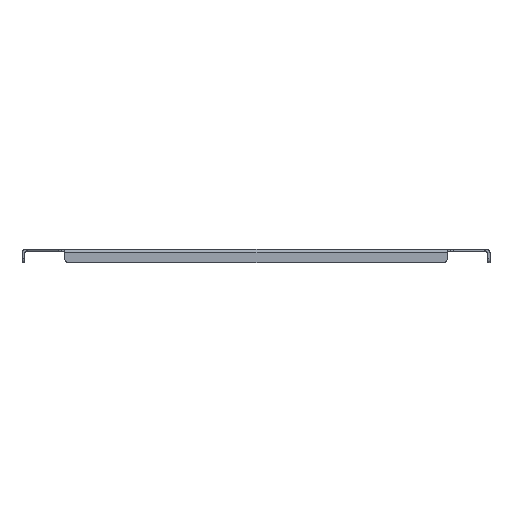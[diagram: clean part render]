
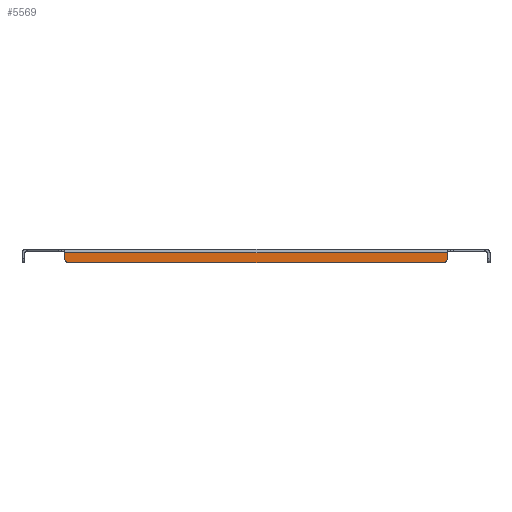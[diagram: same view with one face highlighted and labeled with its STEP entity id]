
A CAD part, left-side view. The second image highlights one B-rep face of the part: STEP entity #5569.
In plain terms, the highlighted planar face has unit normal (-1, 0, 0).
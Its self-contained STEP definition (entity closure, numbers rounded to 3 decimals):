
#569 = DIRECTION ( 'NONE',  ( 0., 0., -1. ) ) ;
#933 = VERTEX_POINT ( 'NONE', #69356 ) ;
#1395 = DIRECTION ( 'NONE',  ( 1., 0., 0. ) ) ;
#2730 = AXIS2_PLACEMENT_3D ( 'NONE', #14411, #80313, #79866 ) ;
#4541 = DIRECTION ( 'NONE',  ( 0., -1., 0. ) ) ;
#5569 = ADVANCED_FACE ( 'NONE', ( #22057 ), #8293, .F. ) ;
#6526 = EDGE_CURVE ( 'NONE', #47843, #11353, #23285, .T. ) ;
#7680 = CARTESIAN_POINT ( 'NONE',  ( -225., 143., -0.5 ) ) ;
#8293 = PLANE ( 'NONE',  #73263 ) ;
#10071 = LINE ( 'NONE', #23819, #48387 ) ;
#11353 = VERTEX_POINT ( 'NONE', #61893 ) ;
#12344 = VERTEX_POINT ( 'NONE', #7680 ) ;
#12993 = VERTEX_POINT ( 'NONE', #66713 ) ;
#13305 = ORIENTED_EDGE ( 'NONE', *, *, #41119, .T. ) ;
#14411 = CARTESIAN_POINT ( 'NONE',  ( -225., 140., -5. ) ) ;
#18057 = ORIENTED_EDGE ( 'NONE', *, *, #50587, .T. ) ;
#18196 = ORIENTED_EDGE ( 'NONE', *, *, #6526, .T. ) ;
#19030 = LINE ( 'NONE', #44903, #51213 ) ;
#22057 = FACE_OUTER_BOUND ( 'NONE', #51762, .T. ) ;
#23285 = CIRCLE ( 'NONE', #30180, 3. ) ;
#23819 = CARTESIAN_POINT ( 'NONE',  ( -225., 143., 2. ) ) ;
#26547 = ORIENTED_EDGE ( 'NONE', *, *, #26901, .T. ) ;
#26821 = EDGE_CURVE ( 'NONE', #12344, #933, #10071, .T. ) ;
#26901 = EDGE_CURVE ( 'NONE', #12993, #12344, #19030, .T. ) ;
#28423 = VECTOR ( 'NONE', #83678, 1000. ) ;
#30180 = AXIS2_PLACEMENT_3D ( 'NONE', #40285, #47163, #33836 ) ;
#30218 = VECTOR ( 'NONE', #4541, 1000. ) ;
#33836 = DIRECTION ( 'NONE',  ( 0., 0., -1. ) ) ;
#36354 = DIRECTION ( 'NONE',  ( 0., 0., -1. ) ) ;
#37648 = CARTESIAN_POINT ( 'NONE',  ( -225., -143., 2. ) ) ;
#38297 = CARTESIAN_POINT ( 'NONE',  ( -225., 140., -8. ) ) ;
#40285 = CARTESIAN_POINT ( 'NONE',  ( -225., -140., -5. ) ) ;
#41119 = EDGE_CURVE ( 'NONE', #68062, #47843, #49739, .T. ) ;
#44903 = CARTESIAN_POINT ( 'NONE',  ( -225., 143., -0.5 ) ) ;
#45312 = CIRCLE ( 'NONE', #2730, 3. ) ;
#46626 = CARTESIAN_POINT ( 'NONE',  ( -225., 143., 2. ) ) ;
#47163 = DIRECTION ( 'NONE',  ( -1., 0., 0. ) ) ;
#47843 = VERTEX_POINT ( 'NONE', #56807 ) ;
#48167 = ORIENTED_EDGE ( 'NONE', *, *, #26821, .T. ) ;
#48387 = VECTOR ( 'NONE', #36354, 1000. ) ;
#49739 = LINE ( 'NONE', #63497, #30218 ) ;
#50587 = EDGE_CURVE ( 'NONE', #933, #68062, #45312, .T. ) ;
#51213 = VECTOR ( 'NONE', #70311, 1000. ) ;
#51762 = EDGE_LOOP ( 'NONE', ( #57997, #26547, #48167, #18057, #13305, #18196 ) ) ;
#52218 = LINE ( 'NONE', #37648, #28423 ) ;
#56807 = CARTESIAN_POINT ( 'NONE',  ( -225., -140., -8. ) ) ;
#57997 = ORIENTED_EDGE ( 'NONE', *, *, #76797, .F. ) ;
#61893 = CARTESIAN_POINT ( 'NONE',  ( -225., -143., -5. ) ) ;
#63497 = CARTESIAN_POINT ( 'NONE',  ( -225., 143., -8. ) ) ;
#66713 = CARTESIAN_POINT ( 'NONE',  ( -225., -143., -0.5 ) ) ;
#68062 = VERTEX_POINT ( 'NONE', #38297 ) ;
#69356 = CARTESIAN_POINT ( 'NONE',  ( -225., 143., -5. ) ) ;
#70311 = DIRECTION ( 'NONE',  ( 0., 1., 0. ) ) ;
#73263 = AXIS2_PLACEMENT_3D ( 'NONE', #46626, #1395, #569 ) ;
#76797 = EDGE_CURVE ( 'NONE', #12993, #11353, #52218, .T. ) ;
#79866 = DIRECTION ( 'NONE',  ( 0., 0., -1. ) ) ;
#80313 = DIRECTION ( 'NONE',  ( -1., 0., 0. ) ) ;
#83678 = DIRECTION ( 'NONE',  ( 0., 0., -1. ) ) ;
